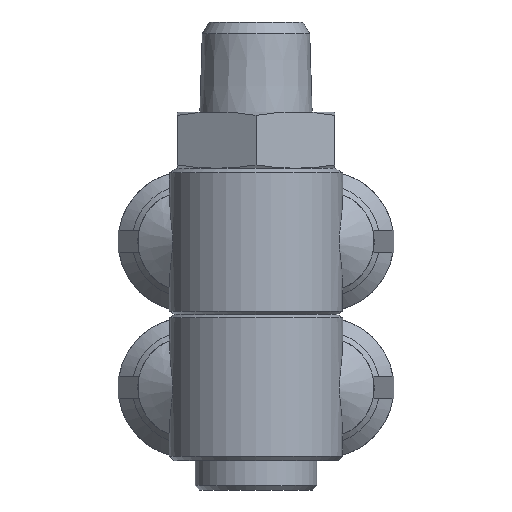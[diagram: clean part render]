
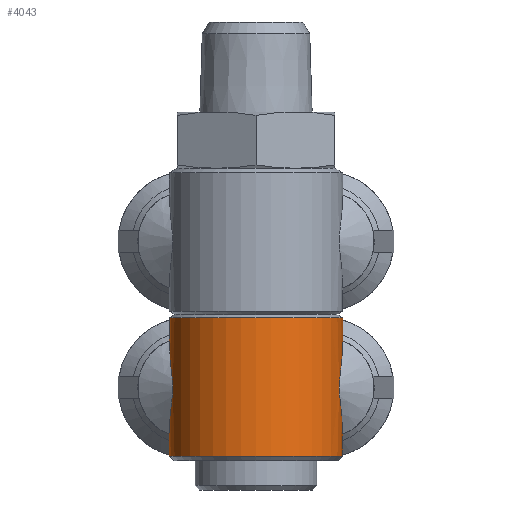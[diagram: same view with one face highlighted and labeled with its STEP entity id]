
A CAD part, front view. The second image highlights one B-rep face of the part: STEP entity #4043.
In plain terms, the highlighted cylindrical face has radius 7.7 mm (diameter 15.4 mm), a full revolution.
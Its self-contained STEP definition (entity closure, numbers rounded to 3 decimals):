
#370=CIRCLE('',#4274,7.7);
#371=CIRCLE('',#4275,7.7);
#372=CIRCLE('',#4276,7.7);
#373=CIRCLE('',#4277,7.7);
#572=ORIENTED_EDGE('',*,*,#1311,.F.);
#573=ORIENTED_EDGE('',*,*,#1312,.F.);
#574=ORIENTED_EDGE('',*,*,#1313,.F.);
#575=ORIENTED_EDGE('',*,*,#1314,.F.);
#576=ORIENTED_EDGE('',*,*,#1315,.F.);
#577=ORIENTED_EDGE('',*,*,#1316,.F.);
#578=ORIENTED_EDGE('',*,*,#1317,.F.);
#579=ORIENTED_EDGE('',*,*,#1318,.F.);
#580=ORIENTED_EDGE('',*,*,#1319,.F.);
#581=ORIENTED_EDGE('',*,*,#1320,.T.);
#1311=EDGE_CURVE('',#1677,#1677,#370,.T.);
#1312=EDGE_CURVE('',#1678,#1679,#371,.T.);
#1313=EDGE_CURVE('',#1680,#1678,#1911,.T.);
#1314=EDGE_CURVE('',#1681,#1680,#1912,.T.);
#1315=EDGE_CURVE('',#1682,#1681,#1913,.T.);
#1316=EDGE_CURVE('',#1683,#1682,#372,.T.);
#1317=EDGE_CURVE('',#1684,#1683,#1914,.T.);
#1318=EDGE_CURVE('',#1685,#1684,#1915,.T.);
#1319=EDGE_CURVE('',#1679,#1685,#1916,.T.);
#1320=EDGE_CURVE('',#1686,#1686,#373,.T.);
#1677=VERTEX_POINT('',#5651);
#1678=VERTEX_POINT('',#5653);
#1679=VERTEX_POINT('',#5654);
#1680=VERTEX_POINT('',#5663);
#1681=VERTEX_POINT('',#5677);
#1682=VERTEX_POINT('',#5687);
#1683=VERTEX_POINT('',#5689);
#1684=VERTEX_POINT('',#5698);
#1685=VERTEX_POINT('',#5712);
#1686=VERTEX_POINT('',#5722);
#1911=B_SPLINE_CURVE_WITH_KNOTS('',3,(#5655,#5656,#5657,#5658,#5659,#5660,
#5661,#5662),.UNSPECIFIED.,.F.,.F.,(4,1,1,1,1,4),(0.,0.003,
0.006,0.008,0.009,0.012),
 .UNSPECIFIED.);
#1912=B_SPLINE_CURVE_WITH_KNOTS('',3,(#5664,#5665,#5666,#5667,#5668,#5669,
#5670,#5671,#5672,#5673,#5674,#5675,#5676),.UNSPECIFIED.,.F.,.F.,(4,1,1,
1,1,1,1,1,1,1,4),(0.001,0.002,0.003,
0.004,0.005,0.005,0.006,
0.007,0.008,0.009,0.01),
 .UNSPECIFIED.);
#1913=B_SPLINE_CURVE_WITH_KNOTS('',3,(#5678,#5679,#5680,#5681,#5682,#5683,
#5684,#5685,#5686),.UNSPECIFIED.,.F.,.F.,(4,1,1,1,1,1,4),(0.014,
0.016,0.017,0.019,0.02,
0.023,0.026),.UNSPECIFIED.);
#1914=B_SPLINE_CURVE_WITH_KNOTS('',3,(#5690,#5691,#5692,#5693,#5694,#5695,
#5696,#5697),.UNSPECIFIED.,.F.,.F.,(4,1,1,1,1,4),(0.047,0.05,
0.053,0.054,0.056,0.059),
 .UNSPECIFIED.);
#1915=B_SPLINE_CURVE_WITH_KNOTS('',3,(#5699,#5700,#5701,#5702,#5703,#5704,
#5705,#5706,#5707,#5708,#5709,#5710,#5711),.UNSPECIFIED.,.F.,.F.,(4,1,1,
1,1,1,1,1,1,1,4),(0.001,0.002,0.003,
0.004,0.005,0.005,0.006,
0.007,0.008,0.009,0.01),
 .UNSPECIFIED.);
#1916=B_SPLINE_CURVE_WITH_KNOTS('',3,(#5713,#5714,#5715,#5716,#5717,#5718,
#5719,#5720),.UNSPECIFIED.,.F.,.F.,(4,1,1,1,1,4),(0.009,0.012,
0.013,0.015,0.018,0.021),
 .UNSPECIFIED.);
#2014=EDGE_LOOP('',(#572));
#2015=EDGE_LOOP('',(#573,#574,#575,#576,#577,#578,#579,#580));
#2016=EDGE_LOOP('',(#581));
#2305=FACE_BOUND('',#2014,.T.);
#2306=FACE_BOUND('',#2015,.T.);
#2307=FACE_BOUND('',#2016,.T.);
#2587=CYLINDRICAL_SURFACE('',#4273,7.7);
#4043=ADVANCED_FACE('',(#2305,#2306,#2307),#2587,.T.);
#4273=AXIS2_PLACEMENT_3D('',#5649,#4703,#4704);
#4274=AXIS2_PLACEMENT_3D('',#5650,#4705,#4706);
#4275=AXIS2_PLACEMENT_3D('',#5652,#4707,#4708);
#4276=AXIS2_PLACEMENT_3D('',#5688,#4709,#4710);
#4277=AXIS2_PLACEMENT_3D('',#5721,#4711,#4712);
#4703=DIRECTION('',(0.,0.,-1.));
#4704=DIRECTION('',(-1.,0.,0.));
#4705=DIRECTION('',(0.,0.,-1.));
#4706=DIRECTION('',(-1.,0.,0.));
#4707=DIRECTION('',(0.,0.,-1.));
#4708=DIRECTION('',(-1.,0.,0.));
#4709=DIRECTION('',(0.,0.,1.));
#4710=DIRECTION('',(1.,0.,0.));
#4711=DIRECTION('',(0.,0.,-1.));
#4712=DIRECTION('',(-1.,0.,0.));
#5649=CARTESIAN_POINT('',(0.,0.,-33.6));
#5650=CARTESIAN_POINT('',(0.,0.,-30.6));
#5651=CARTESIAN_POINT('',(-7.7,0.,-30.6));
#5652=CARTESIAN_POINT('',(0.,0.,-23.5));
#5653=CARTESIAN_POINT('',(-1.613,7.529,-23.5));
#5654=CARTESIAN_POINT('',(1.613,7.529,-23.5));
#5655=CARTESIAN_POINT('',(-7.7,0.,-20.333));
#5656=CARTESIAN_POINT('',(-7.7,1.015,-20.333));
#5657=CARTESIAN_POINT('',(-7.301,3.009,-20.142));
#5658=CARTESIAN_POINT('',(-5.885,5.144,-19.896));
#5659=CARTESIAN_POINT('',(-4.329,6.425,-20.255));
#5660=CARTESIAN_POINT('',(-2.71,7.294,-21.171));
#5661=CARTESIAN_POINT('',(-1.836,7.481,-22.518));
#5662=CARTESIAN_POINT('',(-1.613,7.529,-23.5));
#5663=CARTESIAN_POINT('',(-7.7,0.,-20.333));
#5664=CARTESIAN_POINT('',(-7.7,0.,-28.667));
#5665=CARTESIAN_POINT('',(-7.7,-0.216,-28.334));
#5666=CARTESIAN_POINT('',(-7.682,-0.646,-27.667));
#5667=CARTESIAN_POINT('',(-7.602,-1.277,-26.661));
#5668=CARTESIAN_POINT('',(-7.496,-1.778,-25.809));
#5669=CARTESIAN_POINT('',(-7.409,-2.1,-25.092));
#5670=CARTESIAN_POINT('',(-7.372,-2.222,-24.5));
#5671=CARTESIAN_POINT('',(-7.409,-2.1,-23.907));
#5672=CARTESIAN_POINT('',(-7.497,-1.775,-23.186));
#5673=CARTESIAN_POINT('',(-7.602,-1.276,-22.336));
#5674=CARTESIAN_POINT('',(-7.682,-0.646,-21.333));
#5675=CARTESIAN_POINT('',(-7.7,-0.216,-20.666));
#5676=CARTESIAN_POINT('',(-7.7,0.,-20.333));
#5677=CARTESIAN_POINT('',(-7.7,0.,-28.667));
#5678=CARTESIAN_POINT('',(-1.613,7.529,-25.5));
#5679=CARTESIAN_POINT('',(-1.725,7.505,-25.995));
#5680=CARTESIAN_POINT('',(-2.116,7.419,-26.935));
#5681=CARTESIAN_POINT('',(-3.118,7.077,-28.057));
#5682=CARTESIAN_POINT('',(-4.331,6.423,-28.746));
#5683=CARTESIAN_POINT('',(-5.891,5.139,-29.104));
#5684=CARTESIAN_POINT('',(-7.305,3.004,-28.856));
#5685=CARTESIAN_POINT('',(-7.7,1.002,-28.667));
#5686=CARTESIAN_POINT('',(-7.7,0.,-28.667));
#5687=CARTESIAN_POINT('',(-1.613,7.529,-25.5));
#5688=CARTESIAN_POINT('',(0.,0.,-25.5));
#5689=CARTESIAN_POINT('',(1.613,7.529,-25.5));
#5690=CARTESIAN_POINT('',(7.7,0.,-28.667));
#5691=CARTESIAN_POINT('',(7.7,1.012,-28.667));
#5692=CARTESIAN_POINT('',(7.304,3.005,-28.857));
#5693=CARTESIAN_POINT('',(5.881,5.149,-29.104));
#5694=CARTESIAN_POINT('',(4.327,6.425,-28.744));
#5695=CARTESIAN_POINT('',(2.708,7.295,-27.827));
#5696=CARTESIAN_POINT('',(1.836,7.481,-26.479));
#5697=CARTESIAN_POINT('',(1.613,7.529,-25.5));
#5698=CARTESIAN_POINT('',(7.7,0.,-28.667));
#5699=CARTESIAN_POINT('',(7.7,0.,-20.333));
#5700=CARTESIAN_POINT('',(7.7,-0.216,-20.666));
#5701=CARTESIAN_POINT('',(7.682,-0.646,-21.333));
#5702=CARTESIAN_POINT('',(7.602,-1.277,-22.339));
#5703=CARTESIAN_POINT('',(7.496,-1.778,-23.191));
#5704=CARTESIAN_POINT('',(7.409,-2.1,-23.908));
#5705=CARTESIAN_POINT('',(7.372,-2.222,-24.5));
#5706=CARTESIAN_POINT('',(7.409,-2.1,-25.093));
#5707=CARTESIAN_POINT('',(7.497,-1.775,-25.814));
#5708=CARTESIAN_POINT('',(7.602,-1.276,-26.664));
#5709=CARTESIAN_POINT('',(7.682,-0.646,-27.667));
#5710=CARTESIAN_POINT('',(7.7,-0.216,-28.334));
#5711=CARTESIAN_POINT('',(7.7,0.,-28.667));
#5712=CARTESIAN_POINT('',(7.7,0.,-20.333));
#5713=CARTESIAN_POINT('',(1.613,7.529,-23.5));
#5714=CARTESIAN_POINT('',(1.837,7.481,-22.514));
#5715=CARTESIAN_POINT('',(2.707,7.295,-21.174));
#5716=CARTESIAN_POINT('',(4.33,6.424,-20.255));
#5717=CARTESIAN_POINT('',(5.888,5.141,-19.896));
#5718=CARTESIAN_POINT('',(7.305,3.004,-20.144));
#5719=CARTESIAN_POINT('',(7.7,1.001,-20.333));
#5720=CARTESIAN_POINT('',(7.7,0.,-20.333));
#5721=CARTESIAN_POINT('',(0.,0.,-18.289));
#5722=CARTESIAN_POINT('',(-7.7,0.,-18.289));
